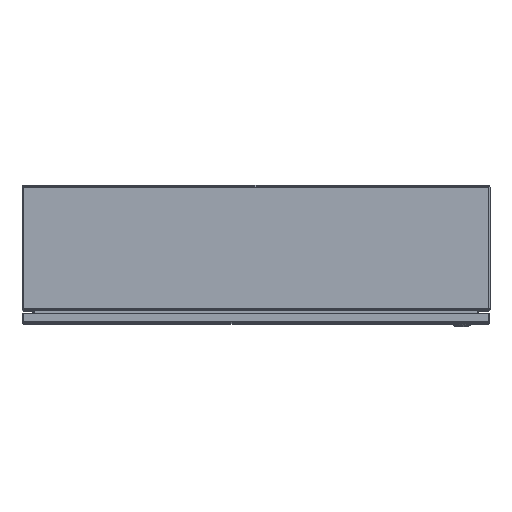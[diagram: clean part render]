
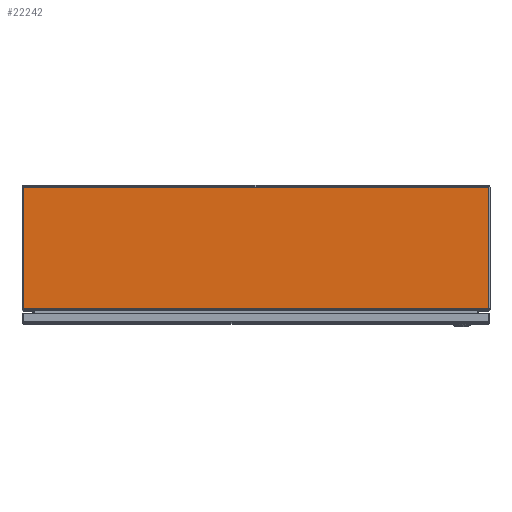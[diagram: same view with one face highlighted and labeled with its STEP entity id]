
A CAD part, top view. The second image highlights one B-rep face of the part: STEP entity #22242.
In plain terms, the highlighted planar face has unit normal (0, 0, 1).
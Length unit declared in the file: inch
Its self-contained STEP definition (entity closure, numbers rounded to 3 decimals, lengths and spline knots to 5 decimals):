
#43 = AXIS2_PLACEMENT_3D ( 'NONE', #3006, #21845, #29195 ) ;
#369 = DIRECTION ( 'NONE',  ( 0., 1., 0. ) ) ;
#474 = CARTESIAN_POINT ( 'NONE',  ( 14.91807, -7.892, 18. ) ) ;
#1443 = DIRECTION ( 'NONE',  ( 1., 0., 0. ) ) ;
#1695 = ORIENTED_EDGE ( 'NONE', *, *, #26103, .F. ) ;
#2034 = EDGE_LOOP ( 'NONE', ( #30532, #20386, #28674, #1695, #22047, #13418 ) ) ;
#2184 = CARTESIAN_POINT ( 'NONE',  ( -14.892, -0.108, 18. ) ) ;
#3006 = CARTESIAN_POINT ( 'NONE',  ( -14.67789, -7.82264, 18. ) ) ;
#4510 = CARTESIAN_POINT ( 'NONE',  ( -14.91807, -7.892, 18. ) ) ;
#4768 = VERTEX_POINT ( 'NONE', #474 ) ;
#5069 = CIRCLE ( 'NONE', #11704, 0.25 ) ;
#6018 = CARTESIAN_POINT ( 'NONE',  ( 14.92789, -0.072, 18. ) ) ;
#6041 = VECTOR ( 'NONE', #1443, 39.37008 ) ;
#6323 = DIRECTION ( 'NONE',  ( 0., -1., 0. ) ) ;
#6381 = LINE ( 'NONE', #2184, #6041 ) ;
#6437 = VECTOR ( 'NONE', #6323, 39.37008 ) ;
#6491 = VERTEX_POINT ( 'NONE', #30236 ) ;
#7259 = CARTESIAN_POINT ( 'NONE',  ( -14.92789, -7.82264, 18. ) ) ;
#7756 = DIRECTION ( 'NONE',  ( 0., 0., -1. ) ) ;
#10601 = EDGE_CURVE ( 'NONE', #4768, #30718, #18405, .T. ) ;
#10720 = EDGE_CURVE ( 'NONE', #30287, #4768, #5069, .T. ) ;
#11213 = CARTESIAN_POINT ( 'NONE',  ( 104.298, -7.892, 18. ) ) ;
#11704 = AXIS2_PLACEMENT_3D ( 'NONE', #28918, #28620, #31463 ) ;
#12090 = AXIS2_PLACEMENT_3D ( 'NONE', #29473, #7756, #22275 ) ;
#12368 = EDGE_CURVE ( 'NONE', #30718, #27751, #14824, .T. ) ;
#13418 = ORIENTED_EDGE ( 'NONE', *, *, #29324, .F. ) ;
#14824 = CIRCLE ( 'NONE', #43, 0.25 ) ;
#18345 = CARTESIAN_POINT ( 'NONE',  ( 14.92789, -7.82264, 18. ) ) ;
#18355 = VECTOR ( 'NONE', #369, 39.37008 ) ;
#18405 = LINE ( 'NONE', #11213, #21389 ) ;
#19995 = LINE ( 'NONE', #27181, #18355 ) ;
#20386 = ORIENTED_EDGE ( 'NONE', *, *, #10601, .F. ) ;
#21389 = VECTOR ( 'NONE', #25403, 39.37008 ) ;
#21845 = DIRECTION ( 'NONE',  ( 0., 0., -1. ) ) ;
#22047 = ORIENTED_EDGE ( 'NONE', *, *, #23080, .F. ) ;
#22119 = PLANE ( 'NONE',  #12090 ) ;
#22242 = ADVANCED_FACE ( 'NONE', ( #24515 ), #22119, .F. ) ;
#22275 = DIRECTION ( 'NONE',  ( 0., 1., 0. ) ) ;
#22771 = CARTESIAN_POINT ( 'NONE',  ( -14.92789, -0.108, 18. ) ) ;
#23080 = EDGE_CURVE ( 'NONE', #31562, #6491, #6381, .T. ) ;
#24515 = FACE_OUTER_BOUND ( 'NONE', #2034, .T. ) ;
#25403 = DIRECTION ( 'NONE',  ( -1., 0., 0. ) ) ;
#26103 = EDGE_CURVE ( 'NONE', #6491, #30287, #28054, .T. ) ;
#27181 = CARTESIAN_POINT ( 'NONE',  ( -14.92789, -0.072, 18. ) ) ;
#27751 = VERTEX_POINT ( 'NONE', #7259 ) ;
#28054 = LINE ( 'NONE', #6018, #6437 ) ;
#28620 = DIRECTION ( 'NONE',  ( 0., 0., -1. ) ) ;
#28674 = ORIENTED_EDGE ( 'NONE', *, *, #10720, .F. ) ;
#28918 = CARTESIAN_POINT ( 'NONE',  ( 14.67789, -7.82264, 18. ) ) ;
#29195 = DIRECTION ( 'NONE',  ( 0., 1., 0. ) ) ;
#29324 = EDGE_CURVE ( 'NONE', #27751, #31562, #19995, .T. ) ;
#29473 = CARTESIAN_POINT ( 'NONE',  ( 104.298, -0.072, 18. ) ) ;
#30236 = CARTESIAN_POINT ( 'NONE',  ( 14.92789, -0.108, 18. ) ) ;
#30287 = VERTEX_POINT ( 'NONE', #18345 ) ;
#30532 = ORIENTED_EDGE ( 'NONE', *, *, #12368, .F. ) ;
#30718 = VERTEX_POINT ( 'NONE', #4510 ) ;
#31463 = DIRECTION ( 'NONE',  ( 0., 1., 0. ) ) ;
#31562 = VERTEX_POINT ( 'NONE', #22771 ) ;
